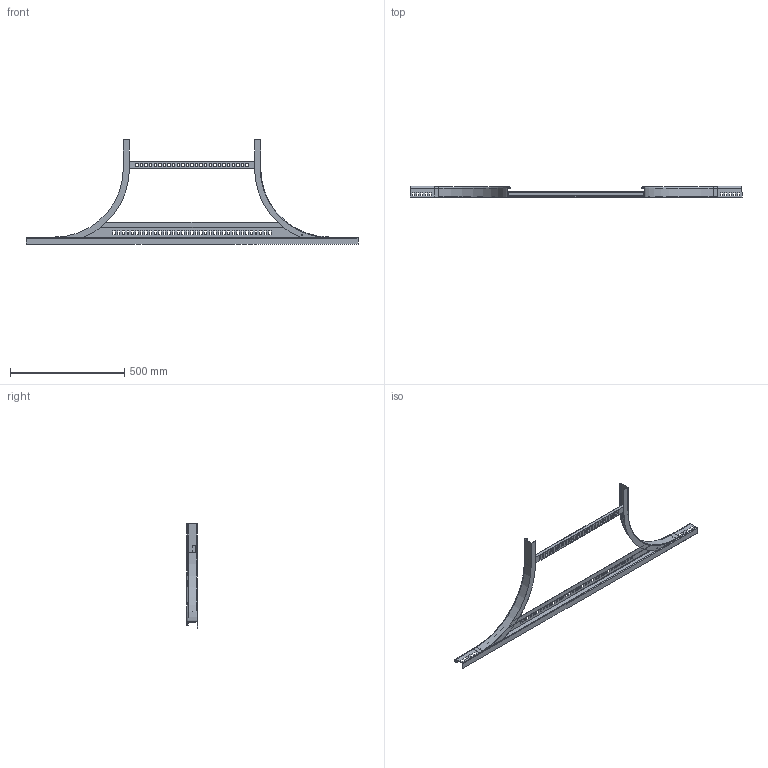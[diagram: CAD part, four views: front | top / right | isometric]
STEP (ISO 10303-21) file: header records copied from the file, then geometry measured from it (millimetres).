
FILE_DESCRIPTION (( 'STEP AP214' ), '1' );
FILE_NAME ('6225818.stp', '2017-03-24T12:50:55', ( '' ), ( '' ), 'SwSTEP 2.0', 'SolidWorks 2016', '' );
FILE_SCHEMA (( 'AUTOMOTIVE_DESIGN' ));
Length unit declared in the file: millimetre
Products named in the file (5): 087887_Innenholm 45xR300 li; 087888_St》zprofil f〉 R300 NB600; 079986_L=0592; 087887_Innenholm 45xR300 re; 6225818
Assembly tree (4 placements, depth 2):
  6225818
    087887_Innenholm 45xR300 re
    079986_L=0592
    087888_St》zprofil f〉 R300 NB600
    087887_Innenholm 45xR300 li
Bounding box: 1450 x 50 x 456.2 mm (x, y, z)
Volume: 485529.6 mm3; surface area: 596931.2 mm2
Topology: 4 solids, 4 shells, 473 faces, 1336 edges, 871 vertices
Faces by surface type: plane 378, cylinder 83, torus 6, bspline 6
Entity records: 16180 total; most frequent: CARTESIAN_POINT 3373, ORIENTED_EDGE 2672, DIRECTION 2426, EDGE_CURVE 1336, LINE 1166, VECTOR 1166, VERTEX_POINT 871, AXIS2_PLACEMENT_3D 630
